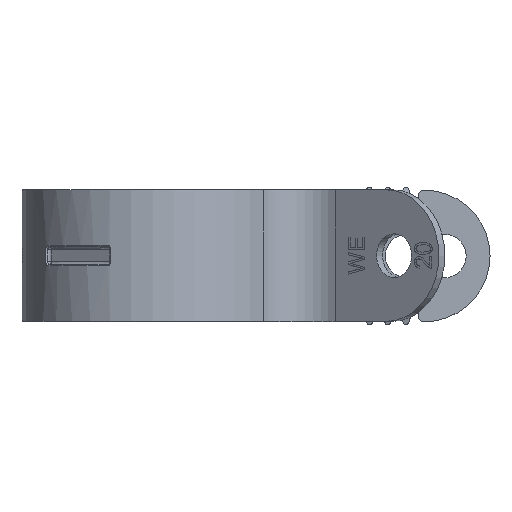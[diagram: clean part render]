
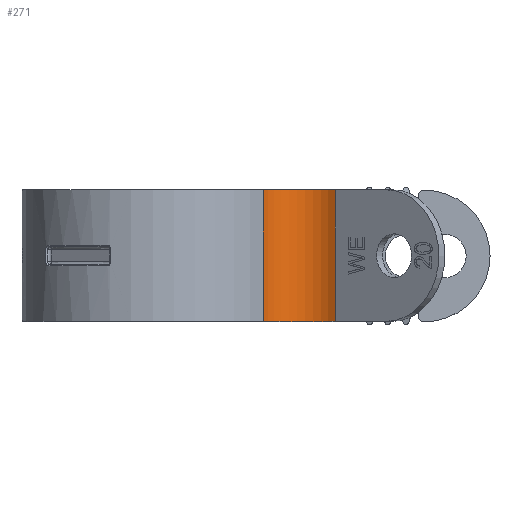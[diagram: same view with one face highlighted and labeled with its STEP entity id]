
A CAD part, top view. The second image highlights one B-rep face of the part: STEP entity #271.
In plain terms, the highlighted cylindrical face has radius 5 mm (diameter 10 mm), a partial arc.
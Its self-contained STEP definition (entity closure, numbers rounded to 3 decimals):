
#271 = ADVANCED_FACE( '', ( #734 ), #735, .F. );
#734 = FACE_OUTER_BOUND( '', #1547, .T. );
#735 = CYLINDRICAL_SURFACE( '', #1548, 5. );
#1547 = EDGE_LOOP( '', ( #8490, #8491, #8492, #8493 ) );
#1548 = AXIS2_PLACEMENT_3D( '', #8494, #8495, #8496 );
#8490 = ORIENTED_EDGE( '', *, *, #10401, .T. );
#8491 = ORIENTED_EDGE( '', *, *, #10402, .F. );
#8492 = ORIENTED_EDGE( '', *, *, #10387, .F. );
#8493 = ORIENTED_EDGE( '', *, *, #10403, .T. );
#8494 = CARTESIAN_POINT( '', ( 14.967, -6.5, 10. ) );
#8495 = DIRECTION( '', ( 0., -1., 0. ) );
#8496 = DIRECTION( '', ( 0., 0., 1. ) );
#10387 = EDGE_CURVE( '', #11213, #11215, #11216, .T. );
#10401 = EDGE_CURVE( '', #11238, #11239, #11240, .T. );
#10402 = EDGE_CURVE( '', #11215, #11239, #11241, .T. );
#10403 = EDGE_CURVE( '', #11213, #11238, #11242, .T. );
#11213 = VERTEX_POINT( '', #12537 );
#11215 = VERTEX_POINT( '', #12540 );
#11216 = CIRCLE( '', #12541, 5. );
#11238 = VERTEX_POINT( '', #12574 );
#11239 = VERTEX_POINT( '', #12575 );
#11240 = CIRCLE( '', #12576, 5. );
#11241 = LINE( '', #12577, #12578 );
#11242 = LINE( '', #12579, #12580 );
#12537 = CARTESIAN_POINT( '', ( 17.941, -6.5, 5.981 ) );
#12540 = CARTESIAN_POINT( '', ( 10.809, -6.5, 7.222 ) );
#12541 = AXIS2_PLACEMENT_3D( '', #15155, #15156, #15157 );
#12574 = CARTESIAN_POINT( '', ( 17.941, 6.5, 5.981 ) );
#12575 = CARTESIAN_POINT( '', ( 10.809, 6.5, 7.222 ) );
#12576 = AXIS2_PLACEMENT_3D( '', #15172, #15173, #15174 );
#12577 = CARTESIAN_POINT( '', ( 10.809, -6.5, 7.222 ) );
#12578 = VECTOR( '', #15175, 1000. );
#12579 = CARTESIAN_POINT( '', ( 17.941, -6.5, 5.981 ) );
#12580 = VECTOR( '', #15176, 1000. );
#15155 = CARTESIAN_POINT( '', ( 14.967, -6.5, 10. ) );
#15156 = DIRECTION( '', ( 0., 1., 0. ) );
#15157 = DIRECTION( '', ( 1., 0., 0. ) );
#15172 = CARTESIAN_POINT( '', ( 14.967, 6.5, 10. ) );
#15173 = DIRECTION( '', ( 0., 1., 0. ) );
#15174 = DIRECTION( '', ( 1., 0., 0. ) );
#15175 = DIRECTION( '', ( 0., 1., 0. ) );
#15176 = DIRECTION( '', ( 0., 1., 0. ) );
